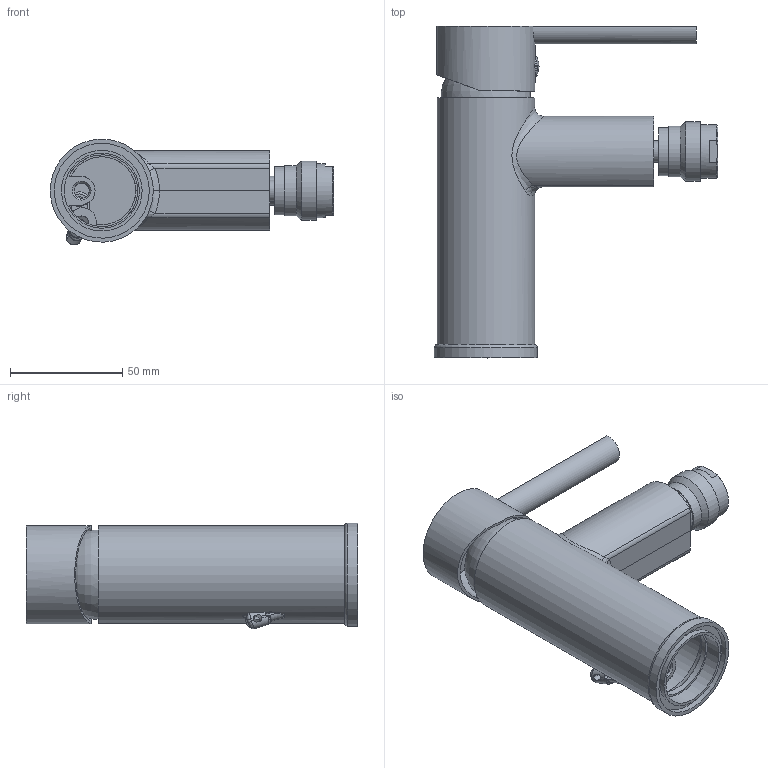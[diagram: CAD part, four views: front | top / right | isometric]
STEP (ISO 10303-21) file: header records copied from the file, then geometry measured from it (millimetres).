
FILE_DESCRIPTION (( 'STEP AP203' ), '1' );
FILE_NAME ('33BP02519.STEP', '2021-03-22T11:46:35', ( '' ), ( '' ), 'SwSTEP 2.0', 'SolidWorks 2018', '' );
FILE_SCHEMA (( 'CONFIG_CONTROL_DESIGN' ));
Length unit declared in the file: millimetre
Products named in the file (1): 33BP02519
Bounding box: 126.49 x 148.1 x 47.16 mm (x, y, z)
Volume: 95104 mm3; surface area: 74745.2 mm2
Topology: 11 solids, 11 shells, 1174 faces, 3163 edges, 2071 vertices
Faces by surface type: plane 942, cylinder 123, bspline 71, cone 23, torus 10, sphere 5
Full cylindrical faces by diameter (mm): 4.5 x1, 6 x1, 6.5 x1, 6.8 x2, 9.5 x3, 14 x1, 14.964 x1, 16 x1, 17.241 x2, 17.641 x2, 18.841 x1, 19 x1, 20 x2, 21 x1, 21.1 x2, 21.5 x1, 22.5 x3, 23 x3, 23.85 x1, 24 x1, 24.5 x2, 26.5 x1, 30.3 x1, 31 x1, 32.8 x1, 33.5 x1, 35.2 x2, 35.8 x2, 36 x1, 36.5 x1
Entity records: 43560 total; most frequent: CARTESIAN_POINT 14841, ORIENTED_EDGE 6112, DIRECTION 5301, EDGE_CURVE 3056, LINE 2471, VECTOR 2471, VERTEX_POINT 2043, EDGE_LOOP 1479
